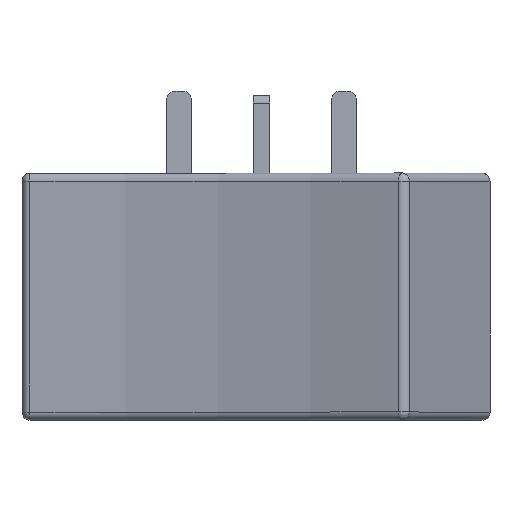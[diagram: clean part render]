
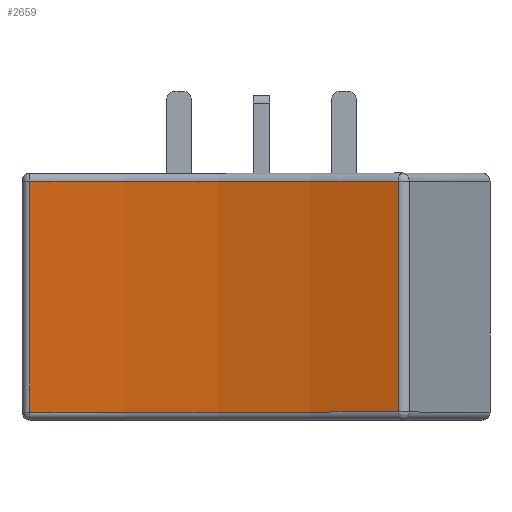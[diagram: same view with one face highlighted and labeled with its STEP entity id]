
A CAD part, top view. The second image highlights one B-rep face of the part: STEP entity #2659.
In plain terms, the highlighted cylindrical face has radius 31.115 mm (diameter 62.23 mm), a partial arc.
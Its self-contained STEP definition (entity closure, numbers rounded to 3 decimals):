
#2089=CARTESIAN_POINT('',(5.832,6.79,-3.56));
#2090=VERTEX_POINT('',#2089);
#2126=CARTESIAN_POINT('',(5.832,6.79,3.56));
#2127=VERTEX_POINT('',#2126);
#2170=CARTESIAN_POINT('',(-5.836,6.694,-3.56));
#2171=VERTEX_POINT('',#2170);
#2194=CARTESIAN_POINT('',(-5.836,6.694,3.56));
#2195=VERTEX_POINT('',#2194);
#2262=CARTESIAN_POINT('',(-5.836,6.694,3.56));
#2263=DIRECTION('',(0.0,0.0,-1.0));
#2264=VECTOR('',#2263,7.12);
#2265=LINE('',#2262,#2264);
#2266=EDGE_CURVE('',#2195,#2171,#2265,.T.);
#2284=CARTESIAN_POINT('',(-0.251,37.304,3.56));
#2285=DIRECTION('',(0.0,0.0,-1.));
#2286=DIRECTION('',(0.008,-1.,0.0));
#2287=AXIS2_PLACEMENT_3D('',#2284,#2285,#2286);
#2288=CIRCLE('',#2287,31.115);
#2289=EDGE_CURVE('',#2127,#2195,#2288,.T.);
#2308=CARTESIAN_POINT('',(-0.251,37.304,-3.56));
#2309=DIRECTION('',(0.0,0.0,1.));
#2310=DIRECTION('',(0.008,-1.,0.0));
#2311=AXIS2_PLACEMENT_3D('',#2308,#2309,#2310);
#2312=CIRCLE('',#2311,31.115);
#2313=EDGE_CURVE('',#2171,#2090,#2312,.T.);
#2371=CARTESIAN_POINT('',(5.832,6.79,-3.56));
#2372=DIRECTION('',(0.0,0.0,1.0));
#2373=VECTOR('',#2372,7.12);
#2374=LINE('',#2371,#2373);
#2375=EDGE_CURVE('',#2090,#2127,#2374,.T.);
#2648=CARTESIAN_POINT('',(-0.251,37.304,0.0));
#2649=DIRECTION('',(0.0,0.0,1.0));
#2650=DIRECTION('',(0.187,0.982,0.0));
#2651=AXIS2_PLACEMENT_3D('',#2648,#2649,#2650);
#2652=CYLINDRICAL_SURFACE('',#2651,31.115);
#2653=ORIENTED_EDGE('',*,*,#2266,.F.);
#2654=ORIENTED_EDGE('',*,*,#2289,.F.);
#2655=ORIENTED_EDGE('',*,*,#2375,.F.);
#2656=ORIENTED_EDGE('',*,*,#2313,.F.);
#2657=EDGE_LOOP('',(#2653,#2654,#2655,#2656));
#2658=FACE_OUTER_BOUND('',#2657,.T.);
#2659=ADVANCED_FACE('',(#2658),#2652,.F.);
